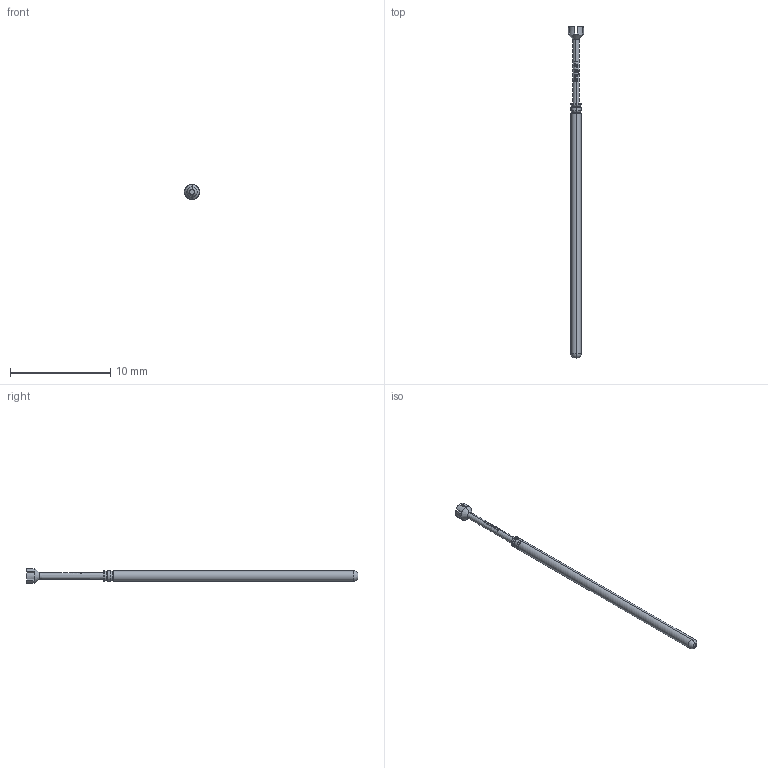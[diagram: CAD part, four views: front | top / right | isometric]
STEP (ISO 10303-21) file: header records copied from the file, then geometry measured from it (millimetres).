
FILE_DESCRIPTION (( 'STEP AP203' ), '1' );
FILE_NAME ('INGUN_GKS-075_319_150_A_xx00.STEP', '2021-09-22T05:20:35', ( 'ochi' ), ( '' ), 'SwSTEP 2.0', 'SolidWorks 2018', '' );
FILE_SCHEMA (( 'CONFIG_CONTROL_DESIGN' ));
Length unit declared in the file: millimetre
Products named in the file (1): INGUN_GKS-075_319_150_A_xx00
Bounding box: 1.5 x 33.1 x 1.5 mm (x, y, z)
Volume: 23.9 mm3; surface area: 106.9 mm2
Topology: 1 solids, 1 shells, 113 faces, 308 edges, 199 vertices
Faces by surface type: bspline 52, cone 26, plane 15, torus 10, cylinder 10
Entity records: 4670 total; most frequent: CARTESIAN_POINT 2242, ORIENTED_EDGE 616, EDGE_CURVE 308, DIRECTION 289, VERTEX_POINT 199, B_SPLINE_CURVE_WITH_KNOTS 199, AXIS2_PLACEMENT_3D 118, EDGE_LOOP 115
